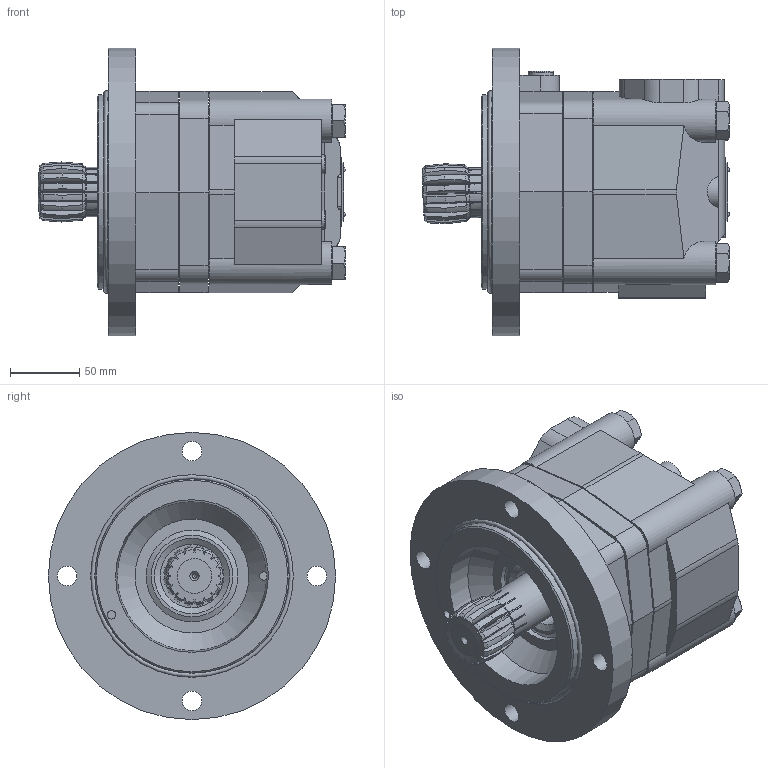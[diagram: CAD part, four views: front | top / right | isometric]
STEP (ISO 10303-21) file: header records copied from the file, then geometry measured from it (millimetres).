
FILE_DESCRIPTION(/* description */ ('STEP AP214'),/* implementation_level */ '2;1');
FILE_NAME(/* name */ 'MVS315',/* time_stamp */ '2023-03-08T15:44:18+01:00',/* author */ ('License CC BY-ND 4.0'),/* organization */ ('CADENAS'),/* preprocessor_version */ 'ST-DEVELOPER v18.102',/* originating_system */ 'PARTsolutions',/* authorisation */ ' ');
FILE_SCHEMA (('AUTOMOTIVE_DESIGN {1 0 10303 214 3 1 1}'));
Length unit declared in the file: millimetre
Products named in the file (5): MVS315; Hexagon bolt DIN 931-1 M16x1000; MVP; MVS315D; MVSFL
Assembly tree (7 placements, depth 2):
  MVS315
    Hexagon bolt DIN 931-1 M16x1000  x4
    MVP
    MVS315D
    MVSFL
Bounding box: 221.53 x 207 x 207 mm (x, y, z)
Volume: 3274769.8 mm3; surface area: 326091.4 mm2
Topology: 7 solids, 7 shells, 595 faces, 1486 edges, 959 vertices
Faces by surface type: plane 228, cylinder 179, cone 127, torus 57, sphere 4
Full cylindrical faces by diameter (mm): 3.15 x1, 6 x2, 7 x3, 10.106 x4, 13.835 x4, 14 x2, 14.2 x4, 14.8 x2, 15 x4, 16 x4, 16.2 x4, 16.3 x4, 16.8 x4, 17 x5, 18 x1, 18.4 x4, 21 x1, 26 x4, 30.291 x2, 36 x1, 46 x1, 66 x1, 120 x2, 125.5 x1, 140 x1, 207 x1
Entity records: 15966 total; most frequent: CARTESIAN_POINT 3673, ORIENTED_EDGE 2444, DIRECTION 2440, EDGE_CURVE 1222, AXIS2_PLACEMENT_3D 1006, VERTEX_POINT 862, FACE_BOUND 730, EDGE_LOOP 718
